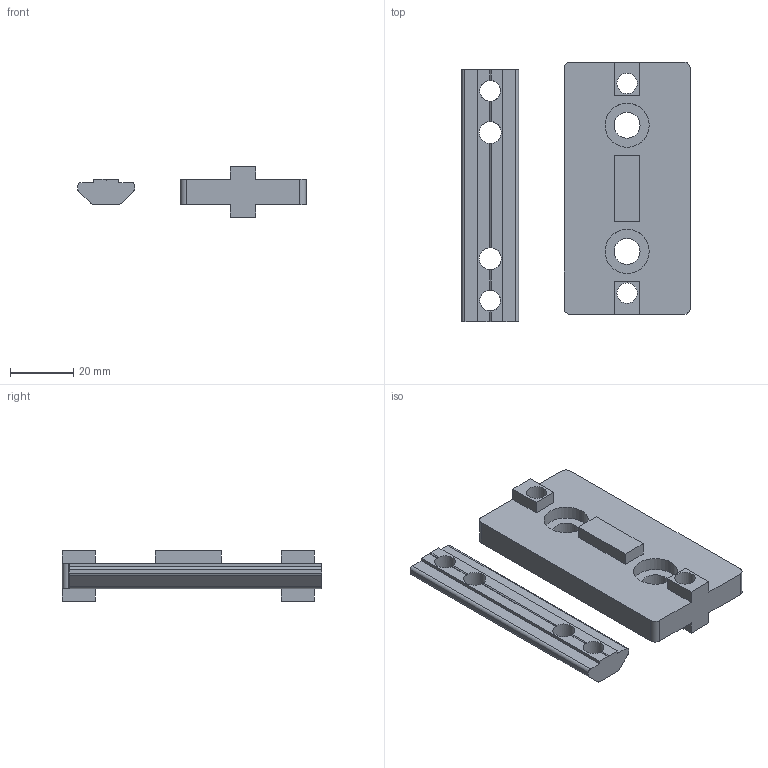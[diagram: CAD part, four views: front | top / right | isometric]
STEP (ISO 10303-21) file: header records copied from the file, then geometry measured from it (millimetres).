
FILE_DESCRIPTION(('STEP AP203'),'2;1');
FILE_NAME('30.022.00.stp','2011-03-21T16:19:39',(''),(''),'2009.3.110','THINKDESIGN','');
FILE_SCHEMA(('CONFIG_CONTROL_DESIGN'));
Length unit declared in the file: millimetre
Bounding box: 72.41 x 82.35 x 16 mm (x, y, z)
Volume: 32709 mm3; surface area: 14260.7 mm2
Topology: 2 solids, 2 shells, 72 faces, 223 edges, 154 vertices
Faces by surface type: plane 52, cylinder 20
Full cylindrical faces by diameter (mm): 6.5 x2, 6.6 x2, 7 x2, 8.2 x2, 14 x2
Entity records: 2658 total; most frequent: CARTESIAN_POINT 449, DIRECTION 447, ORIENTED_EDGE 446, EDGE_CURVE 223, VERTEX_POINT 154, AXIS2_PLACEMENT_3D 152, VECTOR 143, LINE 143
